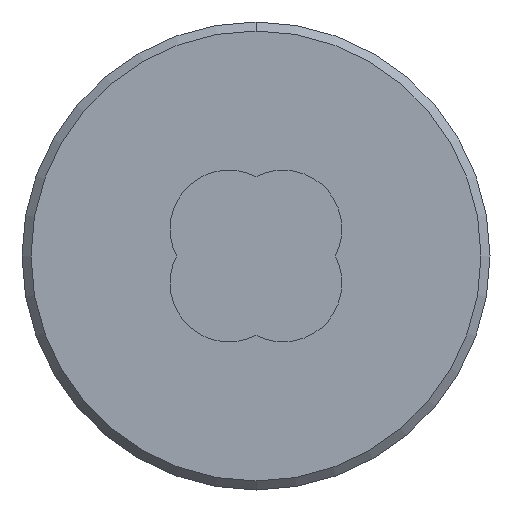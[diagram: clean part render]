
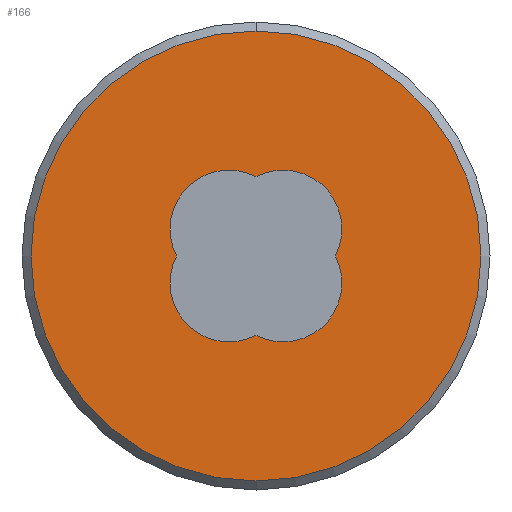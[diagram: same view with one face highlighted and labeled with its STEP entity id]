
A CAD part, front view. The second image highlights one B-rep face of the part: STEP entity #166.
In plain terms, the highlighted planar face has unit normal (0, -1, 0).
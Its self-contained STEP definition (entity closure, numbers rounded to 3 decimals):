
#5 = CIRCLE ( 'NONE', #529, 1.638 ) ;
#16 = EDGE_LOOP ( 'NONE', ( #467, #172, #253, #296, #119, #27 ) ) ;
#20 = CARTESIAN_POINT ( 'NONE',  ( -7.782, 8.032, 0.911 ) ) ;
#27 = ORIENTED_EDGE ( 'NONE', *, *, #301, .T. ) ;
#29 = CIRCLE ( 'NONE', #115, 1.638 ) ;
#32 = DIRECTION ( 'NONE',  ( 0., 1., 0. ) ) ;
#46 = AXIS2_PLACEMENT_3D ( 'NONE', #112, #109, #309 ) ;
#47 = CARTESIAN_POINT ( 'NONE',  ( -6.326, 8.032, 1.661 ) ) ;
#74 = CARTESIAN_POINT ( 'NONE',  ( -5.576, 8.032, 0.911 ) ) ;
#81 = DIRECTION ( 'NONE',  ( -1., 0., 0. ) ) ;
#91 = ORIENTED_EDGE ( 'NONE', *, *, #494, .T. ) ;
#92 = DIRECTION ( 'NONE',  ( -1., 0., 0. ) ) ;
#109 = DIRECTION ( 'NONE',  ( 0., 1., 0. ) ) ;
#112 = CARTESIAN_POINT ( 'NONE',  ( -6.326, 8.032, 0.161 ) ) ;
#113 = CIRCLE ( 'NONE', #410, 6.25 ) ;
#115 = AXIS2_PLACEMENT_3D ( 'NONE', #569, #407, #558 ) ;
#119 = ORIENTED_EDGE ( 'NONE', *, *, #620, .T. ) ;
#120 = CIRCLE ( 'NONE', #327, 1.638 ) ;
#122 = EDGE_CURVE ( 'NONE', #330, #135, #360, .T. ) ;
#123 = DIRECTION ( 'NONE',  ( 0., -1., 0. ) ) ;
#132 = CARTESIAN_POINT ( 'NONE',  ( -5.576, 8.032, 0.911 ) ) ;
#135 = VERTEX_POINT ( 'NONE', #163 ) ;
#136 = CARTESIAN_POINT ( 'NONE',  ( -6.326, 8.032, 1.661 ) ) ;
#144 = EDGE_CURVE ( 'NONE', #409, #159, #29, .T. ) ;
#159 = VERTEX_POINT ( 'NONE', #320 ) ;
#163 = CARTESIAN_POINT ( 'NONE',  ( -5.576, 8.032, 7.161 ) ) ;
#166 = ADVANCED_FACE ( 'NONE', ( #217, #191 ), #275, .F. ) ;
#172 = ORIENTED_EDGE ( 'NONE', *, *, #144, .T. ) ;
#173 = EDGE_CURVE ( 'NONE', #159, #215, #466, .T. ) ;
#181 = CARTESIAN_POINT ( 'NONE',  ( -7.963, 8.032, 0.161 ) ) ;
#191 = FACE_BOUND ( 'NONE', #16, .T. ) ;
#193 = CARTESIAN_POINT ( 'NONE',  ( -5.576, 8.032, 3.116 ) ) ;
#195 = DIRECTION ( 'NONE',  ( 0., 1., 0. ) ) ;
#198 = DIRECTION ( 'NONE',  ( 0., 1., 0. ) ) ;
#203 = AXIS2_PLACEMENT_3D ( 'NONE', #420, #323, #382 ) ;
#207 = DIRECTION ( 'NONE',  ( -1., 0., 0. ) ) ;
#215 = VERTEX_POINT ( 'NONE', #181 ) ;
#217 = FACE_OUTER_BOUND ( 'NONE', #416, .T. ) ;
#243 = DIRECTION ( 'NONE',  ( 0., 1., 0. ) ) ;
#253 = ORIENTED_EDGE ( 'NONE', *, *, #173, .T. ) ;
#254 = AXIS2_PLACEMENT_3D ( 'NONE', #136, #243, #621 ) ;
#265 = EDGE_CURVE ( 'NONE', #526, #409, #5, .T. ) ;
#275 = PLANE ( 'NONE',  #334 ) ;
#291 = CARTESIAN_POINT ( 'NONE',  ( -5.576, 8.032, -5.339 ) ) ;
#292 = CIRCLE ( 'NONE', #46, 1.638 ) ;
#296 = ORIENTED_EDGE ( 'NONE', *, *, #429, .T. ) ;
#301 = EDGE_CURVE ( 'NONE', #426, #526, #562, .T. ) ;
#309 = DIRECTION ( 'NONE',  ( -1., 0., 0. ) ) ;
#320 = CARTESIAN_POINT ( 'NONE',  ( -5.576, 8.032, -1.295 ) ) ;
#323 = DIRECTION ( 'NONE',  ( 0., 1., 0. ) ) ;
#327 = AXIS2_PLACEMENT_3D ( 'NONE', #47, #198, #92 ) ;
#330 = VERTEX_POINT ( 'NONE', #291 ) ;
#334 = AXIS2_PLACEMENT_3D ( 'NONE', #132, #32, #474 ) ;
#360 = CIRCLE ( 'NONE', #587, 6.25 ) ;
#382 = DIRECTION ( 'NONE',  ( -1., 0., 0. ) ) ;
#407 = DIRECTION ( 'NONE',  ( 0., 1., 0. ) ) ;
#409 = VERTEX_POINT ( 'NONE', #601 ) ;
#410 = AXIS2_PLACEMENT_3D ( 'NONE', #435, #636, #207 ) ;
#414 = VERTEX_POINT ( 'NONE', #20 ) ;
#416 = EDGE_LOOP ( 'NONE', ( #91, #584 ) ) ;
#420 = CARTESIAN_POINT ( 'NONE',  ( -6.326, 8.032, 0.161 ) ) ;
#426 = VERTEX_POINT ( 'NONE', #455 ) ;
#429 = EDGE_CURVE ( 'NONE', #215, #414, #292, .T. ) ;
#435 = CARTESIAN_POINT ( 'NONE',  ( -5.576, 8.032, 0.911 ) ) ;
#455 = CARTESIAN_POINT ( 'NONE',  ( -7.963, 8.032, 1.661 ) ) ;
#466 = CIRCLE ( 'NONE', #203, 1.638 ) ;
#467 = ORIENTED_EDGE ( 'NONE', *, *, #265, .T. ) ;
#474 = DIRECTION ( 'NONE',  ( -1., 0., 0. ) ) ;
#478 = CARTESIAN_POINT ( 'NONE',  ( -4.826, 8.032, 1.661 ) ) ;
#494 = EDGE_CURVE ( 'NONE', #135, #330, #113, .T. ) ;
#526 = VERTEX_POINT ( 'NONE', #193 ) ;
#529 = AXIS2_PLACEMENT_3D ( 'NONE', #478, #195, #81 ) ;
#558 = DIRECTION ( 'NONE',  ( -1., 0., 0. ) ) ;
#561 = DIRECTION ( 'NONE',  ( -1., 0., 0. ) ) ;
#562 = CIRCLE ( 'NONE', #254, 1.638 ) ;
#569 = CARTESIAN_POINT ( 'NONE',  ( -4.826, 8.032, 0.161 ) ) ;
#584 = ORIENTED_EDGE ( 'NONE', *, *, #122, .T. ) ;
#587 = AXIS2_PLACEMENT_3D ( 'NONE', #74, #123, #561 ) ;
#601 = CARTESIAN_POINT ( 'NONE',  ( -3.37, 8.032, 0.911 ) ) ;
#620 = EDGE_CURVE ( 'NONE', #414, #426, #120, .T. ) ;
#621 = DIRECTION ( 'NONE',  ( -1., 0., 0. ) ) ;
#636 = DIRECTION ( 'NONE',  ( 0., -1., 0. ) ) ;
